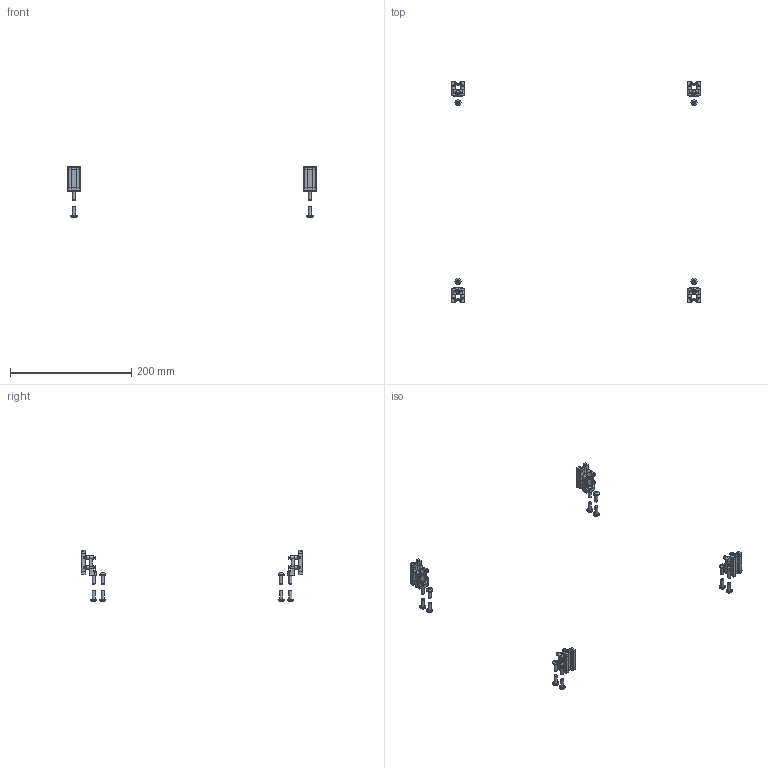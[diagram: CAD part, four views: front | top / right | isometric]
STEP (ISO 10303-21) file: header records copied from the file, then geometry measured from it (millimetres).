
FILE_DESCRIPTION(/* description */ ('','CAx-IF Rec.Pracs.---Representation and Presentation of Product Manufacturing Information (PMI)---4.0---2014-10-13'),/* implementation_level */ '2;1');
FILE_NAME(/* name */ '_47_SLM_V2_9mm_Z_joints_NP_NP_S.step',/* time_stamp */ '2025-01-28T17:10:42+01:00',/* author */ (''),/* organization */ (''),/* preprocessor_version */ 'ST-DEVELOPER v20',/* originating_system */ 'Autodesk Translation Framework v13.20.0.188',/* authorisation */ '');
FILE_SCHEMA (('AP242_MANAGED_MODEL_BASED_3D_ENGINEERING_MIM_LF { 1 0 10303 442 1 1 4 }'));
Length unit declared in the file: millimetre
Products named in the file (16): _47_SLM_V2_9mm_Z_joints_NP_NP_S; _SLM_V2_9mm_Z_joint_NP; _SLM_V2_9mm_Z_joint_hardware_NP; _SLM_V2_9mm_Z_joint_NP_1; _SLM_V2_9mm_Z_joint_hardware_NP_1; _SLM_V2_9mm_Z_joint_NP_2; _SLM_V2_9mm_Z_joint_hardware_NP_2; _SLM_V2_9mm_Z_joint_NP_3; SLM_V2_Z_joint; _MGN9H; _SLM_V2_9mm_Z_joint_hardware_NP_3; M3x16 SHCS; M5x20 BHCS; M3xD6x6 spacer; M5x16 BHCS; M5 washer
Assembly tree (76 placements, depth 4):
  _47_SLM_V2_9mm_Z_joints_NP_NP_S
    _SLM_V2_9mm_Z_joint_NP
      SLM_V2_Z_joint
      _MGN9H
      _SLM_V2_9mm_Z_joint_hardware_NP
        M3x16 SHCS  x4
        M3xD6x6 spacer  x4
        M5x20 BHCS
        M5x16 BHCS
        M5 washer
    _SLM_V2_9mm_Z_joint_NP_1
      SLM_V2_Z_joint
      _MGN9H
      _SLM_V2_9mm_Z_joint_hardware_NP_1
        M3x16 SHCS  x4
        M3xD6x6 spacer  x4
        M5x20 BHCS
        M5x16 BHCS
        M5 washer
    _SLM_V2_9mm_Z_joint_NP_2
      SLM_V2_Z_joint
      _MGN9H
      _SLM_V2_9mm_Z_joint_hardware_NP_2
        M3x16 SHCS  x4
        M3xD6x6 spacer  x4
        M5x20 BHCS
        M5x16 BHCS
        M5 washer
    _SLM_V2_9mm_Z_joint_NP_3
      SLM_V2_Z_joint
      _MGN9H
      _SLM_V2_9mm_Z_joint_hardware_NP_3
        M3x16 SHCS  x4
        M3xD6x6 spacer  x4
        M5x20 BHCS
        M5x16 BHCS
        M5 washer
    M5x16 BHCS  x8
    M5 washer  x8
Bounding box: 411 x 366.5 x 85.18 mm (x, y, z)
Volume: 41628.5 mm3; surface area: 44483.1 mm2
Topology: 100 solids, 100 shells, 2824 faces, 6604 edges, 4044 vertices
Faces by surface type: plane 1348, cylinder 668, cone 256, torus 216, bspline 208, sphere 128
Full cylindrical faces by diameter (mm): 1.288 x20, 2.603 x16, 3 x32, 3.1 x16, 3.3 x16, 5 x16, 5.3 x12, 5.5 x20, 6 x16, 9.5 x16, 10 x12
Entity records: 19313 total; most frequent: CARTESIAN_POINT 4867, DIRECTION 3042, ORIENTED_EDGE 2808, EDGE_CURVE 1404, AXIS2_PLACEMENT_3D 1134, VERTEX_POINT 865, LINE 774, VECTOR 774
